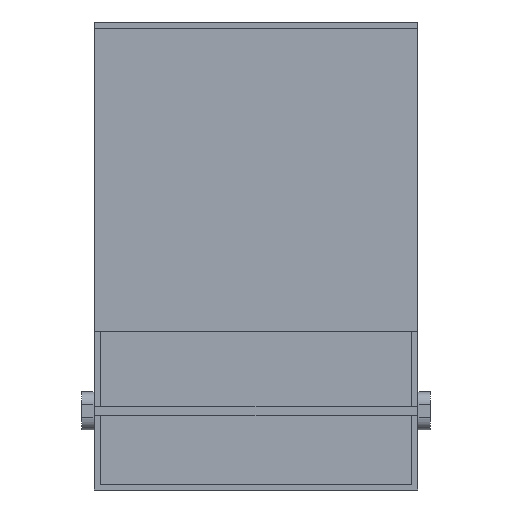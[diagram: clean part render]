
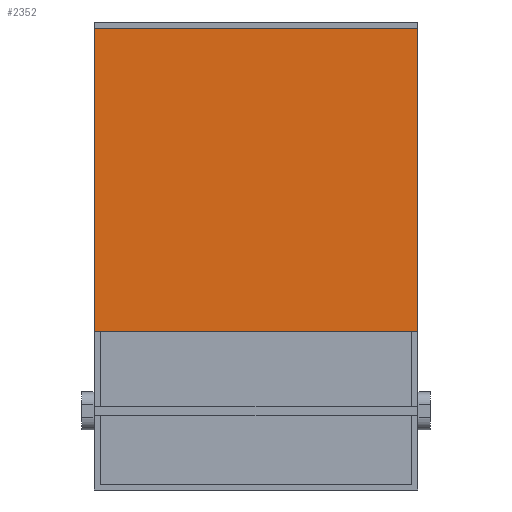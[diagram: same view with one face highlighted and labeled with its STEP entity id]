
A CAD part, front view. The second image highlights one B-rep face of the part: STEP entity #2352.
In plain terms, the highlighted planar face has unit normal (0, -1, 0).
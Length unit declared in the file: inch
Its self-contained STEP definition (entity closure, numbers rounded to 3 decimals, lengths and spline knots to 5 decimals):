
#242=FACE_OUTER_BOUND('',#373,.T.);
#373=EDGE_LOOP('',(#1651,#1652,#1653,#1654));
#561=LINE('',#3493,#799);
#564=LINE('',#3499,#802);
#567=LINE('',#3505,#805);
#570=LINE('',#3509,#808);
#799=VECTOR('',#2777,0.3937);
#802=VECTOR('',#2782,0.3937);
#805=VECTOR('',#2787,0.3937);
#808=VECTOR('',#2792,0.3937);
#1027=VERTEX_POINT('',#3490);
#1028=VERTEX_POINT('',#3492);
#1030=VERTEX_POINT('',#3498);
#1032=VERTEX_POINT('',#3504);
#1265=EDGE_CURVE('',#1028,#1027,#561,.T.);
#1268=EDGE_CURVE('',#1030,#1028,#564,.T.);
#1271=EDGE_CURVE('',#1032,#1030,#567,.T.);
#1274=EDGE_CURVE('',#1027,#1032,#570,.T.);
#1651=ORIENTED_EDGE('',*,*,#1274,.T.);
#1652=ORIENTED_EDGE('',*,*,#1271,.T.);
#1653=ORIENTED_EDGE('',*,*,#1268,.T.);
#1654=ORIENTED_EDGE('',*,*,#1265,.T.);
#2275=PLANE('',#2500);
#2352=ADVANCED_FACE('',(#242),#2275,.T.);
#2500=AXIS2_PLACEMENT_3D('',#3510,#2793,#2794);
#2777=DIRECTION('',(0.,0.,-1.));
#2782=DIRECTION('',(-1.,0.,0.));
#2787=DIRECTION('',(0.,0.,1.));
#2792=DIRECTION('',(1.,0.,0.));
#2793=DIRECTION('center_axis',(0.,-1.,0.));
#2794=DIRECTION('ref_axis',(0.,0.,-1.));
#3490=CARTESIAN_POINT('',(0.,-0.225,6.25));
#3492=CARTESIAN_POINT('',(0.,-0.225,18.25));
#3493=CARTESIAN_POINT('',(0.,-0.225,6.25));
#3498=CARTESIAN_POINT('',(12.8,-0.225,18.25));
#3499=CARTESIAN_POINT('',(0.,-0.225,18.25));
#3504=CARTESIAN_POINT('',(12.8,-0.225,6.25));
#3505=CARTESIAN_POINT('',(12.8,-0.225,18.25));
#3509=CARTESIAN_POINT('',(12.8,-0.225,6.25));
#3510=CARTESIAN_POINT('Origin',(6.4,-0.225,12.25));
